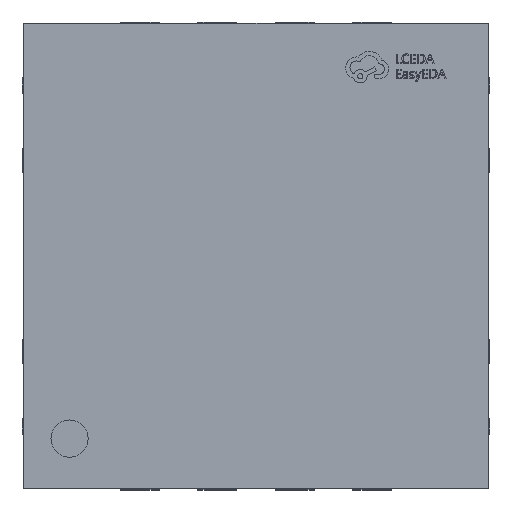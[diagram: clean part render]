
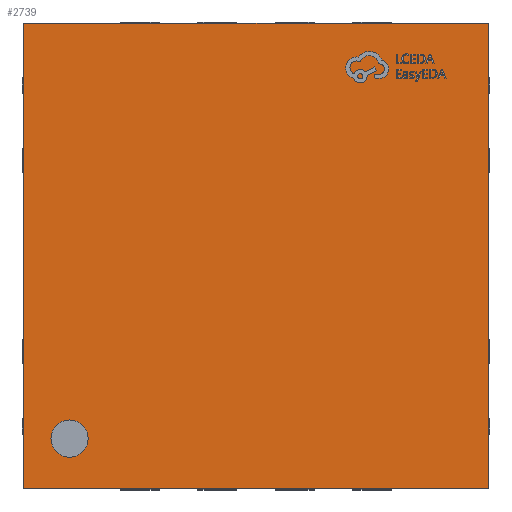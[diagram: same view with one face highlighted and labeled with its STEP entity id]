
A CAD part, top view. The second image highlights one B-rep face of the part: STEP entity #2739.
In plain terms, the highlighted planar face has unit normal (0, 0, 1).
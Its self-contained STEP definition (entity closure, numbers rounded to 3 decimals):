
#50 = CARTESIAN_POINT ( 'NONE',  ( -1.5, 1.5, 1. ) ) ;
#110 = CARTESIAN_POINT ( 'NONE',  ( -1.203, -1.18, 1. ) ) ;
#169 = CARTESIAN_POINT ( 'NONE',  ( -1.5, -1.5, 1. ) ) ;
#1688 = VECTOR ( 'NONE', #9674, 1000. ) ;
#1727 = DIRECTION ( 'NONE',  ( 0., -1., 0. ) ) ;
#2501 = ORIENTED_EDGE ( 'NONE', *, *, #11244, .F. ) ;
#2739 = ADVANCED_FACE ( 'NONE', ( #6238, #15342 ), #14994, .T. ) ;
#3574 = DIRECTION ( 'NONE',  ( -1., 0., 0. ) ) ;
#3744 = CARTESIAN_POINT ( 'NONE',  ( -1.203, -1.18, 1. ) ) ;
#4579 = CARTESIAN_POINT ( 'NONE',  ( 1.5, -1.5, 1. ) ) ;
#4855 = VERTEX_POINT ( 'NONE', #15831 ) ;
#4902 = DIRECTION ( 'NONE',  ( 1., 0., 0. ) ) ;
#5022 = LINE ( 'NONE', #7964, #12910 ) ;
#5722 = EDGE_LOOP ( 'NONE', ( #15174, #15413, #14944, #11373 ) ) ;
#5731 = EDGE_LOOP ( 'NONE', ( #8065, #2501 ) ) ;
#6166 = DIRECTION ( 'NONE',  ( 0., 0., 1. ) ) ;
#6238 = FACE_BOUND ( 'NONE', #5731, .T. ) ;
#6512 = DIRECTION ( 'NONE',  ( 0., 1., 0. ) ) ;
#7531 = DIRECTION ( 'NONE',  ( 0., 0., 1. ) ) ;
#7701 = CIRCLE ( 'NONE', #18663, 0.12 ) ;
#7830 = LINE ( 'NONE', #12635, #1688 ) ;
#7868 = VERTEX_POINT ( 'NONE', #15256 ) ;
#7964 = CARTESIAN_POINT ( 'NONE',  ( -1.5, 1.5, 1. ) ) ;
#8065 = ORIENTED_EDGE ( 'NONE', *, *, #15642, .F. ) ;
#8395 = EDGE_CURVE ( 'NONE', #9070, #7868, #5022, .T. ) ;
#8716 = EDGE_CURVE ( 'NONE', #12485, #12262, #7830, .T. ) ;
#9070 = VERTEX_POINT ( 'NONE', #13645 ) ;
#9078 = EDGE_CURVE ( 'NONE', #7868, #12485, #13546, .T. ) ;
#9674 = DIRECTION ( 'NONE',  ( 1., 0., 0. ) ) ;
#10258 = AXIS2_PLACEMENT_3D ( 'NONE', #110, #6166, #12048 ) ;
#11244 = EDGE_CURVE ( 'NONE', #4855, #11650, #14650, .T. ) ;
#11373 = ORIENTED_EDGE ( 'NONE', *, *, #8716, .T. ) ;
#11650 = VERTEX_POINT ( 'NONE', #19296 ) ;
#12048 = DIRECTION ( 'NONE',  ( 1., 0., 0. ) ) ;
#12262 = VERTEX_POINT ( 'NONE', #4579 ) ;
#12485 = VERTEX_POINT ( 'NONE', #169 ) ;
#12635 = CARTESIAN_POINT ( 'NONE',  ( -1.5, -1.5, 1. ) ) ;
#12910 = VECTOR ( 'NONE', #3574, 1000. ) ;
#13546 = LINE ( 'NONE', #50, #17611 ) ;
#13645 = CARTESIAN_POINT ( 'NONE',  ( 1.5, 1.5, 1. ) ) ;
#13832 = EDGE_CURVE ( 'NONE', #12262, #9070, #16779, .T. ) ;
#14650 = CIRCLE ( 'NONE', #10258, 0.12 ) ;
#14944 = ORIENTED_EDGE ( 'NONE', *, *, #9078, .T. ) ;
#14991 = AXIS2_PLACEMENT_3D ( 'NONE', #17925, #7531, #4902 ) ;
#14994 = PLANE ( 'NONE',  #14991 ) ;
#15174 = ORIENTED_EDGE ( 'NONE', *, *, #13832, .T. ) ;
#15256 = CARTESIAN_POINT ( 'NONE',  ( -1.5, 1.5, 1. ) ) ;
#15342 = FACE_OUTER_BOUND ( 'NONE', #5722, .T. ) ;
#15413 = ORIENTED_EDGE ( 'NONE', *, *, #8395, .T. ) ;
#15642 = EDGE_CURVE ( 'NONE', #11650, #4855, #7701, .T. ) ;
#15656 = DIRECTION ( 'NONE',  ( 1., 0., 0. ) ) ;
#15756 = VECTOR ( 'NONE', #6512, 1000. ) ;
#15831 = CARTESIAN_POINT ( 'NONE',  ( -1.323, -1.18, 1. ) ) ;
#16779 = LINE ( 'NONE', #18556, #15756 ) ;
#17611 = VECTOR ( 'NONE', #1727, 1000. ) ;
#17925 = CARTESIAN_POINT ( 'NONE',  ( 0., 0., 1. ) ) ;
#18519 = DIRECTION ( 'NONE',  ( 0., 0., 1. ) ) ;
#18556 = CARTESIAN_POINT ( 'NONE',  ( 1.5, 1.5, 1. ) ) ;
#18663 = AXIS2_PLACEMENT_3D ( 'NONE', #3744, #18519, #15656 ) ;
#19296 = CARTESIAN_POINT ( 'NONE',  ( -1.083, -1.18, 1. ) ) ;
